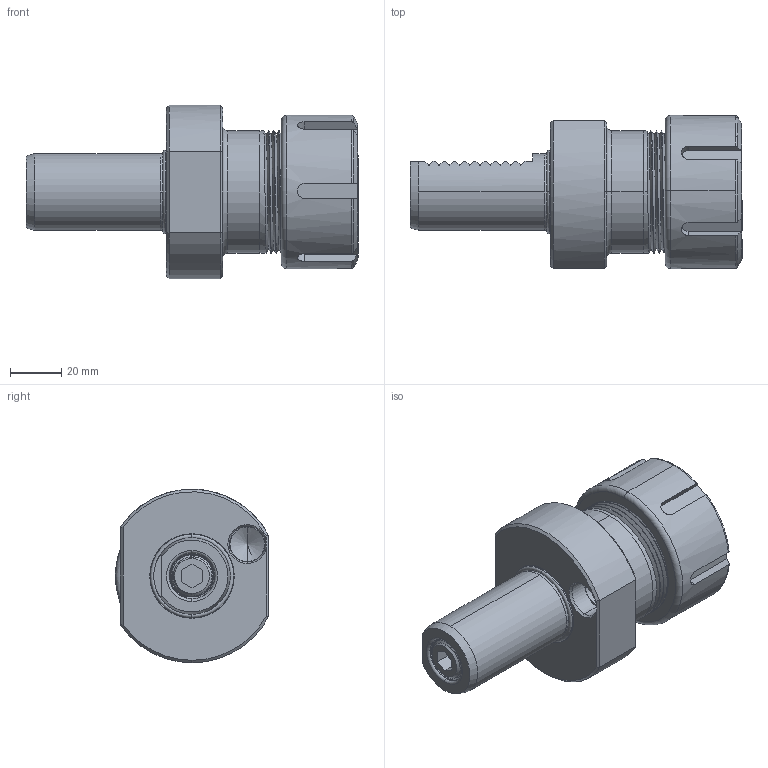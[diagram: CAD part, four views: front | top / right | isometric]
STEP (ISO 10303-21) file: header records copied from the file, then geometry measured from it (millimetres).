
FILE_DESCRIPTION (( 'STEP AP203' ), '1' );
FILE_NAME ('309.01.25.STEP', '2016-11-26T07:12:38', ( '' ), ( '' ), 'SwSTEP 2.0', 'SolidWorks 2012', '' );
FILE_SCHEMA (( 'CONFIG_CONTROL_DESIGN' ));
Length unit declared in the file: millimetre
Products named in the file (10): OZ25Y1; 309.01.25; 管螺文螺絲8分之3; OZ螺帽螺絲 M5; OZ25002PD; OZ25#200 3.96MM鋼珠; 管螺文螺絲; VDI30       OZ25; OZ25001PD; O型環
Assembly tree (43 placements, depth 3):
  309.01.25
    VDI30       OZ25
    O型環
    管螺文螺絲
    OZ25Y1
      OZ25001PD
      OZ25002PD
      OZ螺帽螺絲 M5
      OZ25#200 3.96MM鋼珠  x35
    管螺文螺絲8分之3
Bounding box: 130 x 60 x 68 mm (x, y, z)
Volume: 163590.5 mm3; surface area: 58661.3 mm2
Topology: 42 solids, 42 shells, 520 faces, 1431 edges, 929 vertices
Faces by surface type: cylinder 134, cone 112, plane 107, sphere 71, torus 51, bspline 45
Entity records: 50017 total; most frequent: CARTESIAN_POINT 37881, ORIENTED_EDGE 2372, DIRECTION 1856, EDGE_CURVE 1186, VERTEX_POINT 756, AXIS2_PLACEMENT_3D 734, EDGE_LOOP 472, FACE_OUTER_BOUND 452
